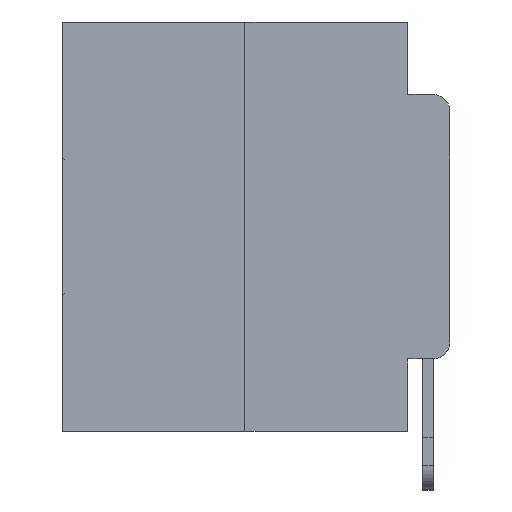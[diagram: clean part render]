
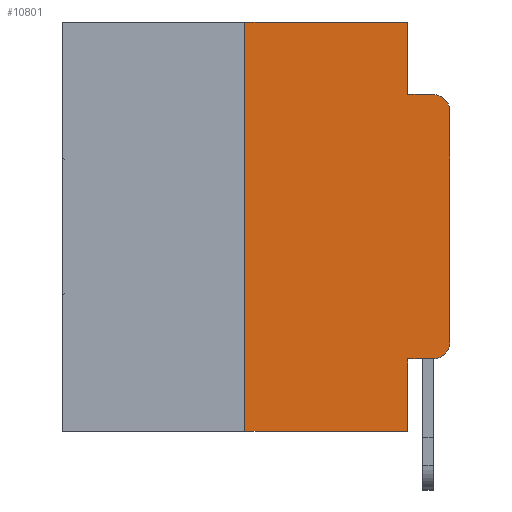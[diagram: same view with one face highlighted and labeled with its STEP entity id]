
A CAD part, left-side view. The second image highlights one B-rep face of the part: STEP entity #10801.
In plain terms, the highlighted planar face has unit normal (-1, 0, 0).
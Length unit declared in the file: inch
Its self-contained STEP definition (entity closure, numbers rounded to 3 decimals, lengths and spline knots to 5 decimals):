
#145 = EDGE_CURVE ( 'NONE', #28626, #11540, #327, .T. ) ;
#327 = LINE ( 'NONE', #14021, #13067 ) ;
#882 = VERTEX_POINT ( 'NONE', #28651 ) ;
#1808 = CARTESIAN_POINT ( 'NONE',  ( 0., 0.051, -0.0885 ) ) ;
#1872 = VECTOR ( 'NONE', #17574, 39.37008 ) ;
#2716 = ORIENTED_EDGE ( 'NONE', *, *, #19274, .F. ) ;
#2962 = LINE ( 'NONE', #8093, #27379 ) ;
#3861 = ORIENTED_EDGE ( 'NONE', *, *, #14022, .T. ) ;
#4061 = VECTOR ( 'NONE', #8732, 39.37008 ) ;
#4157 = DIRECTION ( 'NONE',  ( 0., -1., 0. ) ) ;
#4463 = LINE ( 'NONE', #15971, #22579 ) ;
#5049 = ORIENTED_EDGE ( 'NONE', *, *, #11423, .F. ) ;
#5432 = EDGE_CURVE ( 'NONE', #16660, #7276, #14541, .T. ) ;
#5761 = ORIENTED_EDGE ( 'NONE', *, *, #12472, .F. ) ;
#5925 = DIRECTION ( 'NONE',  ( -1., 0., 0. ) ) ;
#6042 = EDGE_CURVE ( 'NONE', #15240, #19258, #2962, .T. ) ;
#6240 = DIRECTION ( 'NONE',  ( -1., 0., 0. ) ) ;
#6736 = DIRECTION ( 'NONE',  ( 0., -1., 0. ) ) ;
#7045 = ORIENTED_EDGE ( 'NONE', *, *, #15132, .T. ) ;
#7273 = CIRCLE ( 'NONE', #18564, 0.02 ) ;
#7276 = VERTEX_POINT ( 'NONE', #28625 ) ;
#7778 = DIRECTION ( 'NONE',  ( 0., 0., -1. ) ) ;
#7893 = FACE_OUTER_BOUND ( 'NONE', #28738, .T. ) ;
#8093 = CARTESIAN_POINT ( 'NONE',  ( 0., 0.051, -0.0885 ) ) ;
#8732 = DIRECTION ( 'NONE',  ( 0., 0., -1. ) ) ;
#9381 = ORIENTED_EDGE ( 'NONE', *, *, #145, .F. ) ;
#10503 = CARTESIAN_POINT ( 'NONE',  ( 0., 0., 0. ) ) ;
#10801 = ADVANCED_FACE ( 'NONE', ( #7893 ), #14780, .F. ) ;
#11423 = EDGE_CURVE ( 'NONE', #882, #16572, #22201, .T. ) ;
#11540 = VERTEX_POINT ( 'NONE', #20087 ) ;
#11943 = DIRECTION ( 'NONE',  ( 0., -1., 0. ) ) ;
#12472 = EDGE_CURVE ( 'NONE', #16572, #28813, #19923, .T. ) ;
#12678 = ORIENTED_EDGE ( 'NONE', *, *, #6042, .F. ) ;
#12706 = CARTESIAN_POINT ( 'NONE',  ( 0., 0.25, 0. ) ) ;
#12826 = ORIENTED_EDGE ( 'NONE', *, *, #23035, .T. ) ;
#13067 = VECTOR ( 'NONE', #28107, 39.37008 ) ;
#13358 = CARTESIAN_POINT ( 'NONE',  ( 0., 0.051, 0. ) ) ;
#13818 = ORIENTED_EDGE ( 'NONE', *, *, #15534, .T. ) ;
#13847 = VERTEX_POINT ( 'NONE', #29558 ) ;
#14021 = CARTESIAN_POINT ( 'NONE',  ( 0., 0.051, 0. ) ) ;
#14022 = EDGE_CURVE ( 'NONE', #882, #11540, #22440, .T. ) ;
#14541 = LINE ( 'NONE', #10503, #1872 ) ;
#14780 = PLANE ( 'NONE',  #19550 ) ;
#15132 = EDGE_CURVE ( 'NONE', #13847, #16660, #7273, .T. ) ;
#15240 = VERTEX_POINT ( 'NONE', #1808 ) ;
#15534 = EDGE_CURVE ( 'NONE', #7276, #19258, #19755, .T. ) ;
#15971 = CARTESIAN_POINT ( 'NONE',  ( 0., 0.051, -0.4115 ) ) ;
#16182 = VECTOR ( 'NONE', #6736, 39.37008 ) ;
#16572 = VERTEX_POINT ( 'NONE', #19467 ) ;
#16660 = VERTEX_POINT ( 'NONE', #19788 ) ;
#16967 = VECTOR ( 'NONE', #11943, 39.37008 ) ;
#17574 = DIRECTION ( 'NONE',  ( 0., 0., 1. ) ) ;
#18069 = CARTESIAN_POINT ( 'NONE',  ( 0., 0.02, -0.0885 ) ) ;
#18564 = AXIS2_PLACEMENT_3D ( 'NONE', #20356, #6240, #22730 ) ;
#19000 = CARTESIAN_POINT ( 'NONE',  ( 0., 0.051, 0. ) ) ;
#19258 = VERTEX_POINT ( 'NONE', #18069 ) ;
#19274 = EDGE_CURVE ( 'NONE', #28813, #15240, #26986, .T. ) ;
#19467 = CARTESIAN_POINT ( 'NONE',  ( 0., 0.25, 0. ) ) ;
#19550 = AXIS2_PLACEMENT_3D ( 'NONE', #28843, #21868, #7778 ) ;
#19755 = CIRCLE ( 'NONE', #28986, 0.02 ) ;
#19788 = CARTESIAN_POINT ( 'NONE',  ( 0., 0., -0.3915 ) ) ;
#19807 = DIRECTION ( 'NONE',  ( 0., -1., 0. ) ) ;
#19923 = LINE ( 'NONE', #26030, #16967 ) ;
#20050 = CARTESIAN_POINT ( 'NONE',  ( 0., 0.02, -0.1085 ) ) ;
#20087 = CARTESIAN_POINT ( 'NONE',  ( 0., 0.051, -0.5 ) ) ;
#20356 = CARTESIAN_POINT ( 'NONE',  ( 0., 0.02, -0.3915 ) ) ;
#20836 = CARTESIAN_POINT ( 'NONE',  ( 0., 0.473, -0.5 ) ) ;
#21868 = DIRECTION ( 'NONE',  ( 1., 0., 0. ) ) ;
#22201 = LINE ( 'NONE', #12706, #29902 ) ;
#22411 = DIRECTION ( 'NONE',  ( 0., 0., -1. ) ) ;
#22440 = LINE ( 'NONE', #20836, #16182 ) ;
#22579 = VECTOR ( 'NONE', #4157, 39.37008 ) ;
#22730 = DIRECTION ( 'NONE',  ( 0., 0., -1. ) ) ;
#23035 = EDGE_CURVE ( 'NONE', #28626, #13847, #4463, .T. ) ;
#23468 = ORIENTED_EDGE ( 'NONE', *, *, #5432, .T. ) ;
#25282 = CARTESIAN_POINT ( 'NONE',  ( 0., 0.051, -0.4115 ) ) ;
#26030 = CARTESIAN_POINT ( 'NONE',  ( 0., 0.473, 0. ) ) ;
#26798 = DIRECTION ( 'NONE',  ( 0., 0., 1. ) ) ;
#26986 = LINE ( 'NONE', #13358, #4061 ) ;
#27379 = VECTOR ( 'NONE', #19807, 39.37008 ) ;
#28107 = DIRECTION ( 'NONE',  ( 0., 0., -1. ) ) ;
#28625 = CARTESIAN_POINT ( 'NONE',  ( 0., 0., -0.1085 ) ) ;
#28626 = VERTEX_POINT ( 'NONE', #25282 ) ;
#28651 = CARTESIAN_POINT ( 'NONE',  ( 0., 0.25, -0.5 ) ) ;
#28738 = EDGE_LOOP ( 'NONE', ( #23468, #13818, #12678, #2716, #5761, #5049, #3861, #9381, #12826, #7045 ) ) ;
#28813 = VERTEX_POINT ( 'NONE', #19000 ) ;
#28843 = CARTESIAN_POINT ( 'NONE',  ( 0., 0.473, 0. ) ) ;
#28986 = AXIS2_PLACEMENT_3D ( 'NONE', #20050, #5925, #22411 ) ;
#29558 = CARTESIAN_POINT ( 'NONE',  ( 0., 0.02, -0.4115 ) ) ;
#29902 = VECTOR ( 'NONE', #26798, 39.37008 ) ;
